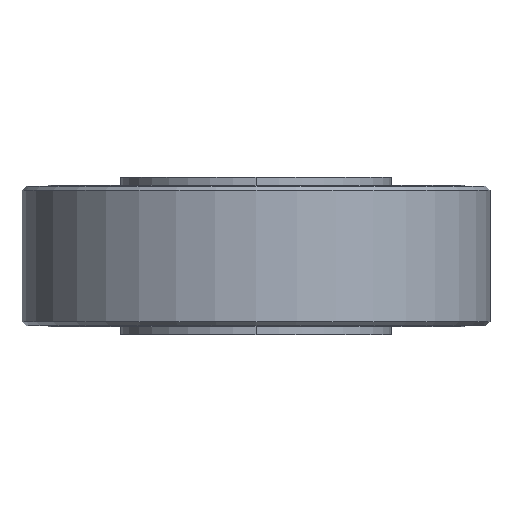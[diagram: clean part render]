
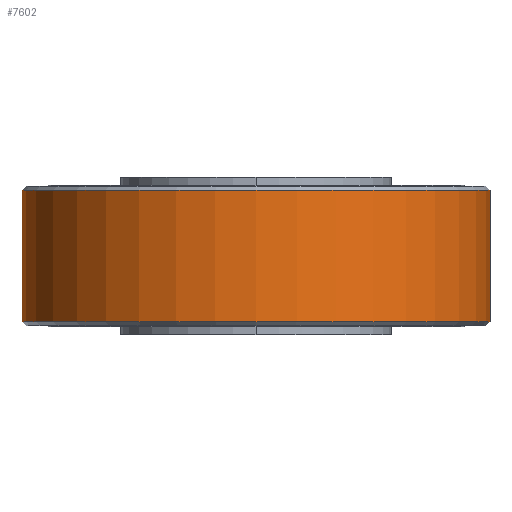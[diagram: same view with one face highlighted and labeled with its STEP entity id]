
A CAD part, left-side view. The second image highlights one B-rep face of the part: STEP entity #7602.
In plain terms, the highlighted cylindrical face has radius 112.5 mm (diameter 225 mm), a partial arc.
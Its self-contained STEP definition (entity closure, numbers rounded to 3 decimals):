
#6278=CARTESIAN_POINT('',(31.5,112.5,0.0));
#6279=VERTEX_POINT('',#6278);
#6295=CARTESIAN_POINT('',(31.5,-112.5,0.));
#6296=VERTEX_POINT('',#6295);
#6318=CARTESIAN_POINT('',(-31.5,112.5,0.0));
#6319=VERTEX_POINT('',#6318);
#6320=CARTESIAN_POINT('',(31.5,112.5,0.0));
#6321=DIRECTION('',(-1.0,0.0,0.0));
#6322=VECTOR('',#6321,63.);
#6323=LINE('',#6320,#6322);
#6324=EDGE_CURVE('',#6279,#6319,#6323,.T.);
#6327=CARTESIAN_POINT('',(-31.5,-112.5,0.));
#6328=VERTEX_POINT('',#6327);
#6329=CARTESIAN_POINT('',(31.5,-112.5,0.));
#6330=DIRECTION('',(-1.0,0.0,0.0));
#6331=VECTOR('',#6330,63.);
#6332=LINE('',#6329,#6331);
#6333=EDGE_CURVE('',#6296,#6328,#6332,.T.);
#7575=CARTESIAN_POINT('',(-31.5,0.0,0.0));
#7576=DIRECTION('',(1.0,0.0,0.0));
#7577=DIRECTION('',(0.0,1.0,0.0));
#7578=AXIS2_PLACEMENT_3D('',#7575,#7576,#7577);
#7579=CIRCLE('',#7578,112.5);
#7580=EDGE_CURVE('',#6319,#6328,#7579,.T.);
#7585=CARTESIAN_POINT('',(0.,0.0,0.0));
#7586=DIRECTION('',(1.0,0.0,0.0));
#7587=DIRECTION('',(0.0,1.0,0.0));
#7588=AXIS2_PLACEMENT_3D('',#7585,#7586,#7587);
#7589=CYLINDRICAL_SURFACE('',#7588,112.5);
#7590=ORIENTED_EDGE('',*,*,#6324,.T.);
#7591=ORIENTED_EDGE('',*,*,#7580,.T.);
#7592=ORIENTED_EDGE('',*,*,#6333,.F.);
#7593=CARTESIAN_POINT('',(31.5,0.0,0.0));
#7594=DIRECTION('',(1.0,0.0,0.0));
#7595=DIRECTION('',(0.0,1.0,0.0));
#7596=AXIS2_PLACEMENT_3D('',#7593,#7594,#7595);
#7597=CIRCLE('',#7596,112.5);
#7598=EDGE_CURVE('',#6279,#6296,#7597,.T.);
#7599=ORIENTED_EDGE('',*,*,#7598,.F.);
#7600=EDGE_LOOP('',(#7590,#7591,#7592,#7599));
#7601=FACE_OUTER_BOUND('',#7600,.T.);
#7602=ADVANCED_FACE('',(#7601),#7589,.T.);
